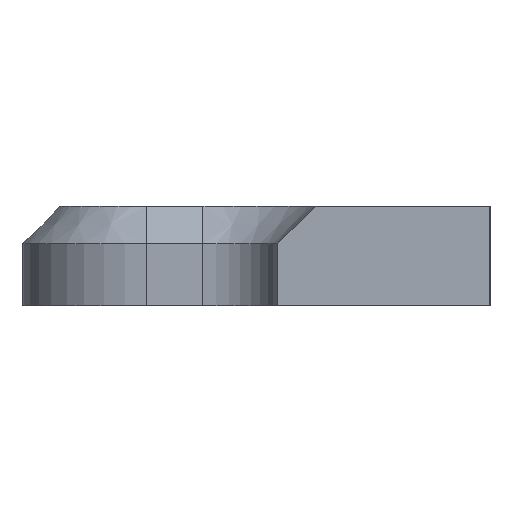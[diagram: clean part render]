
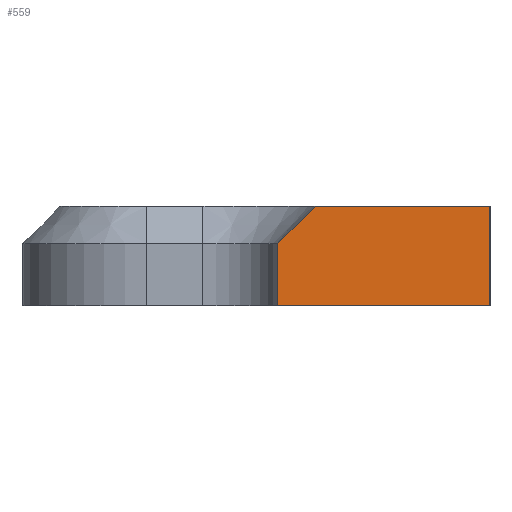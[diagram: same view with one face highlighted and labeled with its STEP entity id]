
A CAD part, left-side view. The second image highlights one B-rep face of the part: STEP entity #559.
In plain terms, the highlighted planar face has unit normal (-1, 0, 0).
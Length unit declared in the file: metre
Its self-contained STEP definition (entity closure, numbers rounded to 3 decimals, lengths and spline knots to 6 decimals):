
#100=ORIENTED_EDGE('',*,*,#246,.F.);
#101=ORIENTED_EDGE('',*,*,#247,.T.);
#102=ORIENTED_EDGE('',*,*,#243,.T.);
#103=ORIENTED_EDGE('',*,*,#248,.T.);
#104=ORIENTED_EDGE('',*,*,#249,.F.);
#243=EDGE_CURVE('',#311,#312,#360,.T.);
#246=EDGE_CURVE('',#313,#314,#363,.T.);
#247=EDGE_CURVE('',#313,#311,#364,.F.);
#248=EDGE_CURVE('',#312,#315,#365,.T.);
#249=EDGE_CURVE('',#314,#315,#366,.T.);
#311=VERTEX_POINT('',#894);
#312=VERTEX_POINT('',#895);
#313=VERTEX_POINT('',#900);
#314=VERTEX_POINT('',#901);
#315=VERTEX_POINT('',#904);
#360=LINE('',#893,#417);
#363=LINE('',#899,#420);
#364=LINE('',#902,#421);
#365=LINE('',#903,#422);
#366=LINE('',#905,#423);
#417=VECTOR('',#724,1.);
#420=VECTOR('',#729,1.);
#421=VECTOR('',#730,1.);
#422=VECTOR('',#731,1.);
#423=VECTOR('',#732,1.);
#462=EDGE_LOOP('',(#100,#101,#102,#103,#104));
#501=FACE_BOUND('',#462,.T.);
#534=PLANE('',#617);
#559=ADVANCED_FACE('',(#501),#534,.F.);
#617=AXIS2_PLACEMENT_3D('',#898,#727,#728);
#724=DIRECTION('',(0.,0.,-1.));
#727=DIRECTION('',(1.,0.,0.));
#728=DIRECTION('',(0.,1.,0.));
#729=DIRECTION('',(0.,-1.,0.));
#730=DIRECTION('',(0.,-0.707,0.707));
#731=DIRECTION('',(0.,-1.,0.));
#732=DIRECTION('',(0.,0.,-1.));
#893=CARTESIAN_POINT('',(-0.068875,-0.058,-0.022));
#894=CARTESIAN_POINT('',(-0.068875,-0.058,-0.0235));
#895=CARTESIAN_POINT('',(-0.068875,-0.058,-0.026));
#898=CARTESIAN_POINT('',(-0.068875,-0.06225,-0.022));
#899=CARTESIAN_POINT('',(-0.068875,-0.06225,-0.022));
#900=CARTESIAN_POINT('',(-0.068875,-0.0595,-0.022));
#901=CARTESIAN_POINT('',(-0.068875,-0.0665,-0.022));
#902=CARTESIAN_POINT('',(-0.068875,-0.058,-0.0235));
#903=CARTESIAN_POINT('',(-0.068875,-0.06225,-0.026));
#904=CARTESIAN_POINT('',(-0.068875,-0.0665,-0.026));
#905=CARTESIAN_POINT('',(-0.068875,-0.0665,-0.022));
